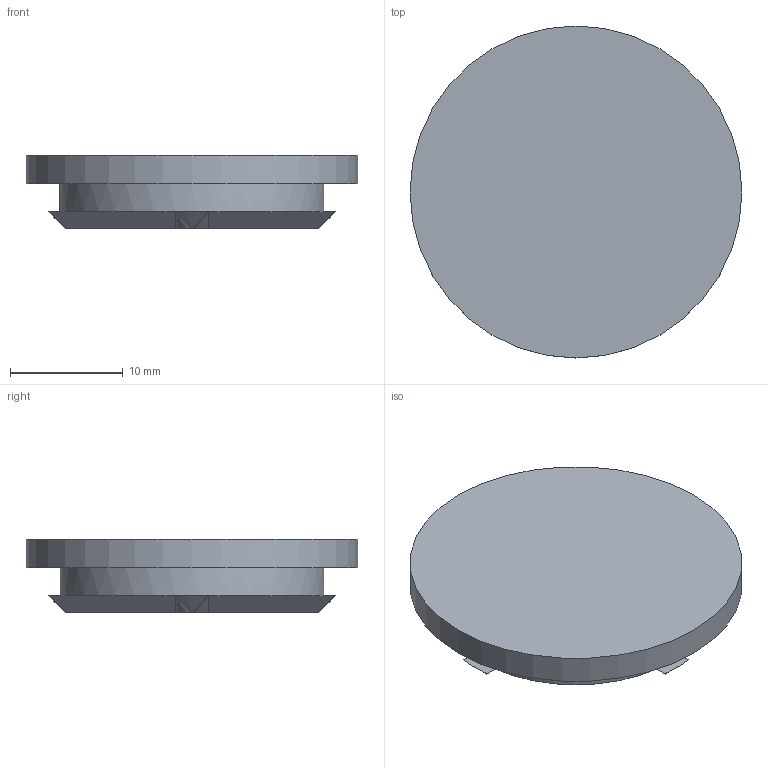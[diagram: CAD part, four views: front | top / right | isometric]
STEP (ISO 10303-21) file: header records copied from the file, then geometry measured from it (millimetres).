
FILE_DESCRIPTION(/* description */ (''),/* implementation_level */ '2;1');
FILE_NAME(/* name */ 'little flappter plate v2.step',/* time_stamp */ '2020-12-08T19:25:46-08:00',/* author */ (''),/* organization */ (''),/* preprocessor_version */ 'ST-DEVELOPER v18.1',/* originating_system */ 'Autodesk Translation Framework v9.3.0.1241',/* authorisation */ '');
FILE_SCHEMA (('AUTOMOTIVE_DESIGN { 1 0 10303 214 3 1 1 }'));
Length unit declared in the file: millimetre
Products named in the file (1): little flappter plate
Bounding box: 29.45 x 29.45 x 6.5 mm (x, y, z)
Volume: 2889 mm3; surface area: 1860.5 mm2
Topology: 1 solids, 1 shells, 29 faces, 62 edges, 32 vertices
Faces by surface type: plane 19, cone 8, cylinder 2
Full cylindrical faces by diameter (mm): 23.45 x1, 29.45 x1
Entity records: 757 total; most frequent: CARTESIAN_POINT 136, DIRECTION 130, ORIENTED_EDGE 116, EDGE_CURVE 58, AXIS2_PLACEMENT_3D 50, VERTEX_POINT 32, EDGE_LOOP 30, LINE 30
